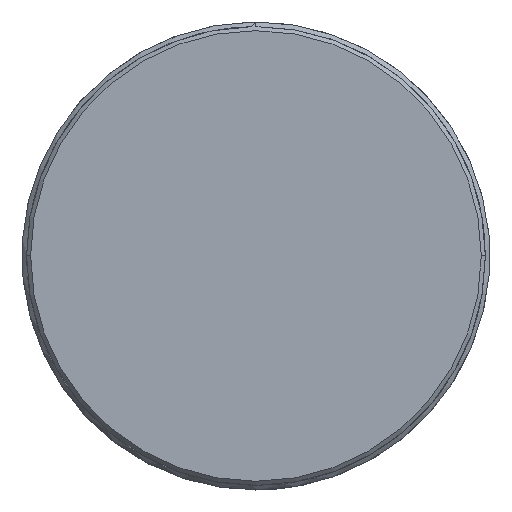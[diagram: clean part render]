
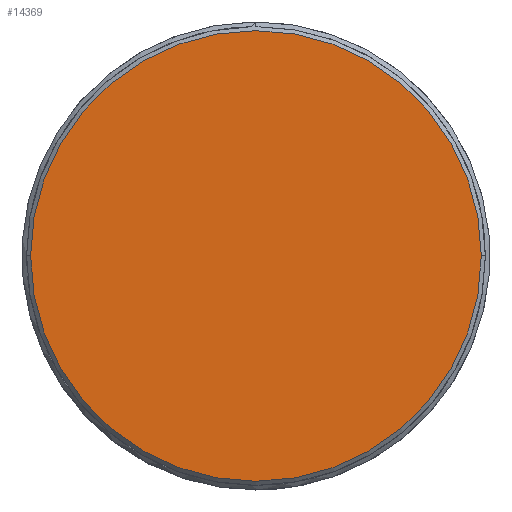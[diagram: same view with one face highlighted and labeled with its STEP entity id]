
A CAD part, top view. The second image highlights one B-rep face of the part: STEP entity #14369.
In plain terms, the highlighted planar face has unit normal (0, 0, 1).
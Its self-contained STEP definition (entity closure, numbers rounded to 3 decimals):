
#1093 = EDGE_CURVE ( 'NONE', #17835, #4109, #12092, .T. ) ;
#1133 = PLANE ( 'NONE',  #2572 ) ;
#1443 = DIRECTION ( 'NONE',  ( -1., 0., 0. ) ) ;
#1769 = ORIENTED_EDGE ( 'NONE', *, *, #1093, .T. ) ;
#1929 = CARTESIAN_POINT ( 'NONE',  ( 0., 0., 0. ) ) ;
#2321 = AXIS2_PLACEMENT_3D ( 'NONE', #1929, #16419, #3286 ) ;
#2375 = DIRECTION ( 'NONE',  ( 0., 0., -1. ) ) ;
#2572 = AXIS2_PLACEMENT_3D ( 'NONE', #15513, #2375, #7125 ) ;
#2693 = EDGE_CURVE ( 'NONE', #4109, #17835, #9619, .T. ) ;
#3286 = DIRECTION ( 'NONE',  ( -1., 0., 0. ) ) ;
#4109 = VERTEX_POINT ( 'NONE', #11529 ) ;
#4685 = EDGE_LOOP ( 'NONE', ( #1769, #9521 ) ) ;
#7043 = CARTESIAN_POINT ( 'NONE',  ( 0., 0., 0. ) ) ;
#7125 = DIRECTION ( 'NONE',  ( -1., 0., 0. ) ) ;
#9521 = ORIENTED_EDGE ( 'NONE', *, *, #2693, .T. ) ;
#9619 = CIRCLE ( 'NONE', #2321, 44.2 ) ;
#11529 = CARTESIAN_POINT ( 'NONE',  ( 44.2, 0., 0. ) ) ;
#12092 = CIRCLE ( 'NONE', #17895, 44.2 ) ;
#14369 = ADVANCED_FACE ( 'NONE', ( #17134 ), #1133, .F. ) ;
#15513 = CARTESIAN_POINT ( 'NONE',  ( 0., 0., 0. ) ) ;
#16419 = DIRECTION ( 'NONE',  ( 0., 0., 1. ) ) ;
#17020 = CARTESIAN_POINT ( 'NONE',  ( -44.2, 0., 0. ) ) ;
#17134 = FACE_OUTER_BOUND ( 'NONE', #4685, .T. ) ;
#17247 = DIRECTION ( 'NONE',  ( 0., 0., 1. ) ) ;
#17835 = VERTEX_POINT ( 'NONE', #17020 ) ;
#17895 = AXIS2_PLACEMENT_3D ( 'NONE', #7043, #17247, #1443 ) ;
